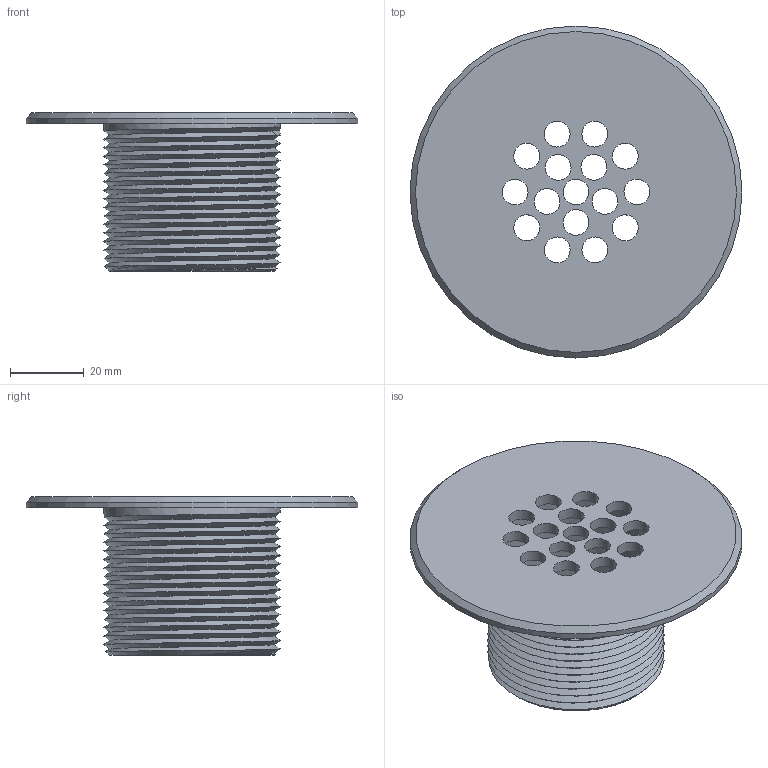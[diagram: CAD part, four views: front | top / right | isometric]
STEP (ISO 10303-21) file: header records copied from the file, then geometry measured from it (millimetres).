
FILE_DESCRIPTION(('STEP AP214'), '1');
FILE_NAME('Ð07-03 Ôîðñóíêà äîííàÿ ô90 (ÍÐ 1.5) ïëèòêà', '2025-02-26T11:28:06', ('Runwill'), (''), 'C3D Converter', 'C3D Toolkit', '');
FILE_SCHEMA(('AUTOMOTIVE_DESIGN { 1 0 10303 214 3 1 1}'));
Length unit declared in the file: millimetre
Bounding box: 90 x 90 x 43 mm (x, y, z)
Volume: 29624.8 mm3; surface area: 27444.7 mm2
Topology: 1 solids, 1 shells, 45 faces, 121 edges, 80 vertices
Faces by surface type: cylinder 35, plane 6, bspline 2, cone 2
Full cylindrical faces by diameter (mm): 7 x16, 41.8 x1, 47.8 x1, 90 x1
Entity records: 8027 total; most frequent: CARTESIAN_POINT 6933, ORIENTED_EDGE 200, DIRECTION 186, EDGE_LOOP 100, EDGE_CURVE 100, AXIS2_PLACEMENT_3D 84, VERTEX_POINT 80, FACE_BOUND 60
